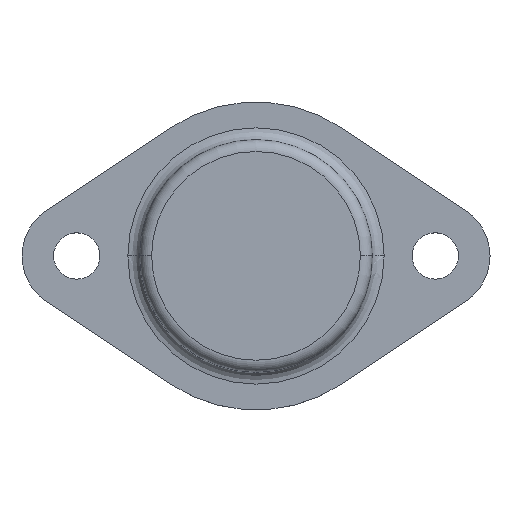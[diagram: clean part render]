
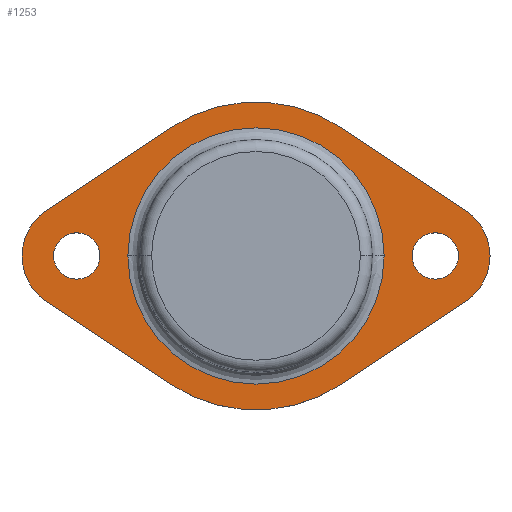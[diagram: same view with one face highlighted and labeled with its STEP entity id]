
A CAD part, top view. The second image highlights one B-rep face of the part: STEP entity #1253.
In plain terms, the highlighted planar face has unit normal (0, 0, 1).
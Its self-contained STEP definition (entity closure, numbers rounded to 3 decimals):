
#915=CARTESIAN_POINT('',(10.78,0.0,2.67));
#916=VERTEX_POINT('',#915);
#924=CARTESIAN_POINT('',(-10.78,0.,2.67));
#925=VERTEX_POINT('',#924);
#926=CARTESIAN_POINT('',(0.0,0.0,2.67));
#927=DIRECTION('',(0.0,0.0,1.0));
#928=DIRECTION('',(1.0,0.0,0.0));
#929=AXIS2_PLACEMENT_3D('',#926,#927,#928);
#930=CIRCLE('',#929,10.78);
#931=EDGE_CURVE('',#916,#925,#930,.T.);
#957=CARTESIAN_POINT('',(-13.125,0.0,2.67));
#958=VERTEX_POINT('',#957);
#974=CARTESIAN_POINT('',(-17.025,0.,2.67));
#975=VERTEX_POINT('',#974);
#982=CARTESIAN_POINT('',(-15.075,0.0,2.67));
#983=DIRECTION('',(0.0,0.0,-1.0));
#984=DIRECTION('',(1.0,0.0,0.0));
#985=AXIS2_PLACEMENT_3D('',#982,#983,#984);
#986=CIRCLE('',#985,1.95);
#987=EDGE_CURVE('',#958,#975,#986,.T.);
#999=CARTESIAN_POINT('',(17.025,0.0,2.67));
#1000=VERTEX_POINT('',#999);
#1016=CARTESIAN_POINT('',(13.125,0.,2.67));
#1017=VERTEX_POINT('',#1016);
#1024=CARTESIAN_POINT('',(15.075,0.0,2.67));
#1025=DIRECTION('',(0.0,0.0,-1.0));
#1026=DIRECTION('',(1.0,0.0,0.0));
#1027=AXIS2_PLACEMENT_3D('',#1024,#1025,#1026);
#1028=CIRCLE('',#1027,1.95);
#1029=EDGE_CURVE('',#1000,#1017,#1028,.T.);
#1040=CARTESIAN_POINT('',(15.075,0.0,2.67));
#1041=DIRECTION('',(0.0,0.0,-1.0));
#1042=DIRECTION('',(1.0,0.0,0.0));
#1043=AXIS2_PLACEMENT_3D('',#1040,#1041,#1042);
#1044=CIRCLE('',#1043,1.95);
#1045=EDGE_CURVE('',#1017,#1000,#1044,.T.);
#1064=CARTESIAN_POINT('',(-15.075,0.0,2.67));
#1065=DIRECTION('',(0.0,0.0,-1.0));
#1066=DIRECTION('',(1.0,0.0,0.0));
#1067=AXIS2_PLACEMENT_3D('',#1064,#1065,#1066);
#1068=CIRCLE('',#1067,1.95);
#1069=EDGE_CURVE('',#975,#958,#1068,.T.);
#1138=CARTESIAN_POINT('',(0.0,0.0,2.67));
#1139=DIRECTION('',(0.0,0.0,1.0));
#1140=DIRECTION('',(1.0,0.0,0.0));
#1141=AXIS2_PLACEMENT_3D('',#1138,#1139,#1140);
#1142=CIRCLE('',#1141,10.78);
#1143=EDGE_CURVE('',#925,#916,#1142,.T.);
#1166=CARTESIAN_POINT('',(0.,0.,2.67));
#1167=DIRECTION('',(0.0,0.0,1.0));
#1168=DIRECTION('',(1.0,0.0,0.0));
#1169=AXIS2_PLACEMENT_3D('',#1166,#1167,#1168);
#1170=PLANE('',#1169);
#1171=CARTESIAN_POINT('',(7.171,-10.789,2.67));
#1172=VERTEX_POINT('',#1171);
#1173=CARTESIAN_POINT('',(-7.171,-10.789,2.67));
#1174=VERTEX_POINT('',#1173);
#1175=CARTESIAN_POINT('',(0.,0.,2.67));
#1176=DIRECTION('',(0.0,0.0,-1.0));
#1177=DIRECTION('',(0.0,-1.0,0.0));
#1178=AXIS2_PLACEMENT_3D('',#1175,#1176,#1177);
#1179=CIRCLE('',#1178,12.955);
#1180=EDGE_CURVE('',#1172,#1174,#1179,.T.);
#1181=ORIENTED_EDGE('',*,*,#1180,.F.);
#1182=CARTESIAN_POINT('',(17.627,-3.839,2.67));
#1183=VERTEX_POINT('',#1182);
#1184=CARTESIAN_POINT('',(17.627,-3.839,2.67));
#1185=DIRECTION('',(-0.833,-0.554,0.0));
#1186=VECTOR('',#1185,12.555);
#1187=LINE('',#1184,#1186);
#1188=EDGE_CURVE('',#1183,#1172,#1187,.T.);
#1189=ORIENTED_EDGE('',*,*,#1188,.F.);
#1190=CARTESIAN_POINT('',(17.627,3.839,2.67));
#1191=VERTEX_POINT('',#1190);
#1192=CARTESIAN_POINT('',(15.075,0.,2.67));
#1193=DIRECTION('',(0.0,0.0,-1.0));
#1194=DIRECTION('',(1.0,0.0,0.0));
#1195=AXIS2_PLACEMENT_3D('',#1192,#1193,#1194);
#1196=CIRCLE('',#1195,4.61);
#1197=EDGE_CURVE('',#1191,#1183,#1196,.T.);
#1198=ORIENTED_EDGE('',*,*,#1197,.F.);
#1199=CARTESIAN_POINT('',(7.171,10.789,2.67));
#1200=VERTEX_POINT('',#1199);
#1201=CARTESIAN_POINT('',(7.171,10.789,2.67));
#1202=DIRECTION('',(0.833,-0.554,0.0));
#1203=VECTOR('',#1202,12.555);
#1204=LINE('',#1201,#1203);
#1205=EDGE_CURVE('',#1200,#1191,#1204,.T.);
#1206=ORIENTED_EDGE('',*,*,#1205,.F.);
#1207=CARTESIAN_POINT('',(-7.171,10.789,2.67));
#1208=VERTEX_POINT('',#1207);
#1209=CARTESIAN_POINT('',(0.,0.,2.67));
#1210=DIRECTION('',(0.0,0.0,-1.0));
#1211=DIRECTION('',(0.0,1.0,0.0));
#1212=AXIS2_PLACEMENT_3D('',#1209,#1210,#1211);
#1213=CIRCLE('',#1212,12.955);
#1214=EDGE_CURVE('',#1208,#1200,#1213,.T.);
#1215=ORIENTED_EDGE('',*,*,#1214,.F.);
#1216=CARTESIAN_POINT('',(-17.627,3.839,2.67));
#1217=VERTEX_POINT('',#1216);
#1218=CARTESIAN_POINT('',(-17.627,3.839,2.67));
#1219=DIRECTION('',(0.833,0.554,0.0));
#1220=VECTOR('',#1219,12.555);
#1221=LINE('',#1218,#1220);
#1222=EDGE_CURVE('',#1217,#1208,#1221,.T.);
#1223=ORIENTED_EDGE('',*,*,#1222,.F.);
#1224=CARTESIAN_POINT('',(-17.627,-3.839,2.67));
#1225=VERTEX_POINT('',#1224);
#1226=CARTESIAN_POINT('',(-15.075,0.,2.67));
#1227=DIRECTION('',(0.0,0.0,-1.0));
#1228=DIRECTION('',(-1.0,0.0,0.0));
#1229=AXIS2_PLACEMENT_3D('',#1226,#1227,#1228);
#1230=CIRCLE('',#1229,4.61);
#1231=EDGE_CURVE('',#1225,#1217,#1230,.T.);
#1232=ORIENTED_EDGE('',*,*,#1231,.F.);
#1233=CARTESIAN_POINT('',(-7.171,-10.789,2.67));
#1234=DIRECTION('',(-0.833,0.554,0.0));
#1235=VECTOR('',#1234,12.555);
#1236=LINE('',#1233,#1235);
#1237=EDGE_CURVE('',#1174,#1225,#1236,.T.);
#1238=ORIENTED_EDGE('',*,*,#1237,.F.);
#1239=EDGE_LOOP('',(#1181,#1189,#1198,#1206,#1215,#1223,#1232,#1238));
#1240=FACE_OUTER_BOUND('',#1239,.T.);
#1241=ORIENTED_EDGE('',*,*,#1029,.T.);
#1242=ORIENTED_EDGE('',*,*,#1045,.T.);
#1243=EDGE_LOOP('',(#1241,#1242));
#1244=FACE_BOUND('',#1243,.T.);
#1245=ORIENTED_EDGE('',*,*,#987,.T.);
#1246=ORIENTED_EDGE('',*,*,#1069,.T.);
#1247=EDGE_LOOP('',(#1245,#1246));
#1248=FACE_BOUND('',#1247,.T.);
#1249=ORIENTED_EDGE('',*,*,#1143,.F.);
#1250=ORIENTED_EDGE('',*,*,#931,.F.);
#1251=EDGE_LOOP('',(#1249,#1250));
#1252=FACE_BOUND('',#1251,.T.);
#1253=ADVANCED_FACE('',(#1240,#1244,#1248,#1252),#1170,.T.);
